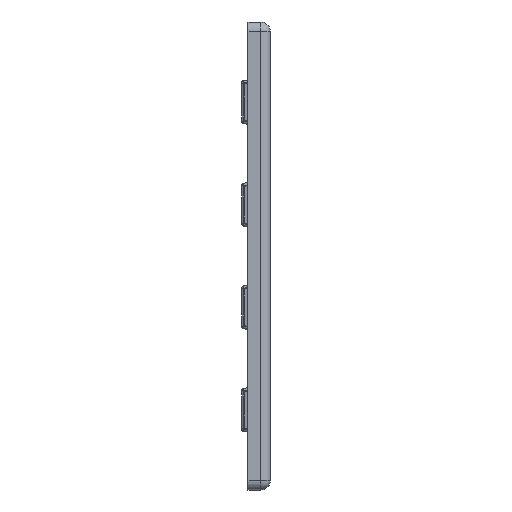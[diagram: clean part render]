
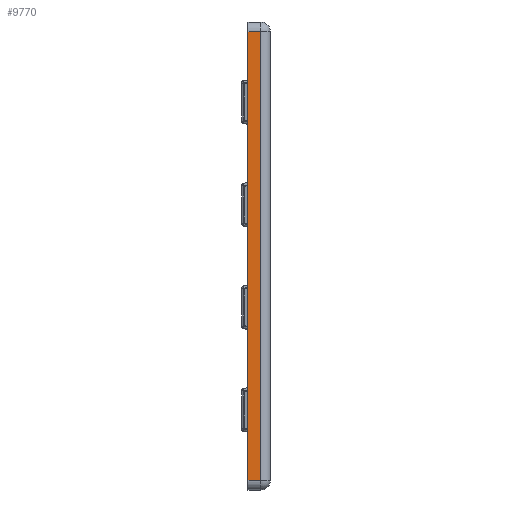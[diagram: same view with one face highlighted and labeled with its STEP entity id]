
A CAD part, left-side view. The second image highlights one B-rep face of the part: STEP entity #9770.
In plain terms, the highlighted planar face has unit normal (-1, 0, 0).
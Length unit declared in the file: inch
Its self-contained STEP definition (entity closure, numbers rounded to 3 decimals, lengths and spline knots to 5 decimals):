
#169 = FACE_OUTER_BOUND ( 'NONE', #25854, .T. ) ;
#1356 = ORIENTED_EDGE ( 'NONE', *, *, #10105, .T. ) ;
#1638 = PLANE ( 'NONE',  #4206 ) ;
#1789 = CARTESIAN_POINT ( 'NONE',  ( -17.125, 1.25, 8.75 ) ) ;
#2072 = ORIENTED_EDGE ( 'NONE', *, *, #2651, .F. ) ;
#2651 = EDGE_CURVE ( 'NONE', #11067, #16035, #16249, .T. ) ;
#4206 = AXIS2_PLACEMENT_3D ( 'NONE', #36808, #19110, #22212 ) ;
#4462 = DIRECTION ( 'NONE',  ( 0., -1., 0. ) ) ;
#7994 = DIRECTION ( 'NONE',  ( 0., 0., 1. ) ) ;
#8380 = VECTOR ( 'NONE', #7994, 39.37008 ) ;
#9770 = ADVANCED_FACE ( 'NONE', ( #169 ), #1638, .T. ) ;
#10105 = EDGE_CURVE ( 'NONE', #32052, #31220, #14425, .T. ) ;
#11067 = VERTEX_POINT ( 'NONE', #30474 ) ;
#11183 = CARTESIAN_POINT ( 'NONE',  ( -17.125, -37.93383, 8.75 ) ) ;
#13509 = VECTOR ( 'NONE', #21683, 39.37008 ) ;
#13667 = EDGE_CURVE ( 'NONE', #31220, #16035, #24134, .T. ) ;
#14425 = LINE ( 'NONE', #33173, #13509 ) ;
#15357 = ORIENTED_EDGE ( 'NONE', *, *, #23208, .T. ) ;
#16035 = VERTEX_POINT ( 'NONE', #21742 ) ;
#16249 = LINE ( 'NONE', #17109, #8380 ) ;
#16318 = VECTOR ( 'NONE', #20116, 39.37008 ) ;
#17109 = CARTESIAN_POINT ( 'NONE',  ( -17.125, 1.75, 0. ) ) ;
#19110 = DIRECTION ( 'NONE',  ( -1., 0., 0. ) ) ;
#19367 = ORIENTED_EDGE ( 'NONE', *, *, #13667, .T. ) ;
#19882 = VECTOR ( 'NONE', #4462, 39.37008 ) ;
#20116 = DIRECTION ( 'NONE',  ( 0., 1., 0. ) ) ;
#21683 = DIRECTION ( 'NONE',  ( 0., 0., 1. ) ) ;
#21742 = CARTESIAN_POINT ( 'NONE',  ( -17.125, 1.75, 8.75 ) ) ;
#22125 = CARTESIAN_POINT ( 'NONE',  ( -17.125, -37.93383, -8.75 ) ) ;
#22212 = DIRECTION ( 'NONE',  ( 0., 0., 1. ) ) ;
#23208 = EDGE_CURVE ( 'NONE', #11067, #32052, #25829, .T. ) ;
#24134 = LINE ( 'NONE', #11183, #16318 ) ;
#25337 = CARTESIAN_POINT ( 'NONE',  ( -17.125, 1.25, -8.75 ) ) ;
#25829 = LINE ( 'NONE', #22125, #19882 ) ;
#25854 = EDGE_LOOP ( 'NONE', ( #2072, #15357, #1356, #19367 ) ) ;
#30474 = CARTESIAN_POINT ( 'NONE',  ( -17.125, 1.75, -8.75 ) ) ;
#31220 = VERTEX_POINT ( 'NONE', #1789 ) ;
#32052 = VERTEX_POINT ( 'NONE', #25337 ) ;
#33173 = CARTESIAN_POINT ( 'NONE',  ( -17.125, 1.25, 9.125 ) ) ;
#36808 = CARTESIAN_POINT ( 'NONE',  ( -17.125, -37.93383, 0. ) ) ;
